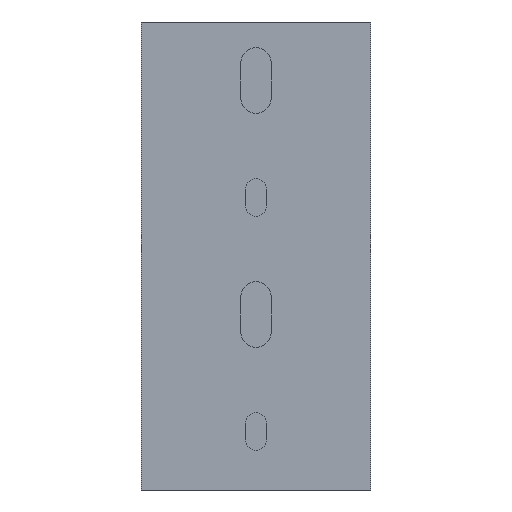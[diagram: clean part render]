
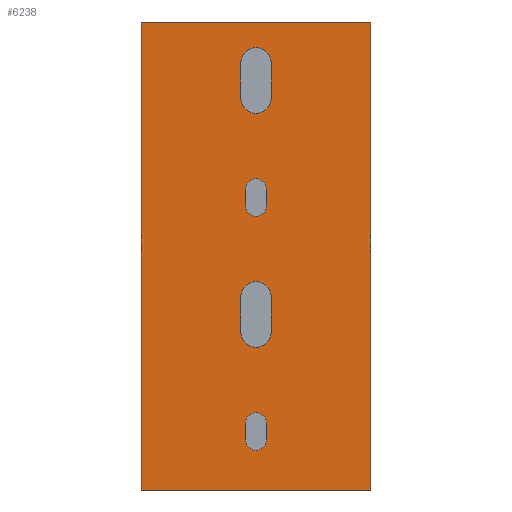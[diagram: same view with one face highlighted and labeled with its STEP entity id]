
A CAD part, front view. The second image highlights one B-rep face of the part: STEP entity #6238.
In plain terms, the highlighted planar face has unit normal (0, -1, 0).
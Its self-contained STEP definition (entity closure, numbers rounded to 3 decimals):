
#306=DIRECTION('',(0.,0.,1.));
#307=VECTOR('',#306,100.);
#308=CARTESIAN_POINT('',(24.5,0.,0.));
#309=LINE('',#308,#307);
#1386=DIRECTION('',(-1.,0.,0.));
#1387=VECTOR('',#1386,49.);
#1388=CARTESIAN_POINT('',(24.5,0.,100.));
#1389=LINE('',#1388,#1387);
#1430=DIRECTION('',(-1.,0.,0.));
#1431=VECTOR('',#1430,49.);
#1432=CARTESIAN_POINT('',(24.5,0.,0.));
#1433=LINE('',#1432,#1431);
#1434=DIRECTION('',(0.,0.,1.));
#1435=VECTOR('',#1434,100.);
#1436=CARTESIAN_POINT('',(-24.5,0.,0.));
#1437=LINE('',#1436,#1435);
#1438=CARTESIAN_POINT('',(0.,0.,91.25));
#1439=DIRECTION('',(0.,1.,0.));
#1440=DIRECTION('',(-1.,0.,0.));
#1441=AXIS2_PLACEMENT_3D('',#1438,#1439,#1440);
#1443=DIRECTION('',(0.,0.,1.));
#1444=VECTOR('',#1443,7.5);
#1445=CARTESIAN_POINT('',(-3.25,0.,83.75));
#1446=LINE('',#1445,#1444);
#1447=CARTESIAN_POINT('',(0.,0.,83.75));
#1448=DIRECTION('',(0.,1.,0.));
#1449=DIRECTION('',(1.,0.,0.));
#1450=AXIS2_PLACEMENT_3D('',#1447,#1448,#1449);
#1452=DIRECTION('',(0.,0.,-1.));
#1453=VECTOR('',#1452,7.5);
#1454=CARTESIAN_POINT('',(3.25,0.,91.25));
#1455=LINE('',#1454,#1453);
#1456=CARTESIAN_POINT('',(0.,0.,64.25));
#1457=DIRECTION('',(0.,1.,0.));
#1458=DIRECTION('',(-1.,0.,0.));
#1459=AXIS2_PLACEMENT_3D('',#1456,#1457,#1458);
#1461=DIRECTION('',(0.,0.,1.));
#1462=VECTOR('',#1461,3.5);
#1463=CARTESIAN_POINT('',(-2.25,0.,60.75));
#1464=LINE('',#1463,#1462);
#1465=CARTESIAN_POINT('',(0.,0.,60.75));
#1466=DIRECTION('',(0.,1.,0.));
#1467=DIRECTION('',(1.,0.,0.));
#1468=AXIS2_PLACEMENT_3D('',#1465,#1466,#1467);
#1470=DIRECTION('',(0.,0.,-1.));
#1471=VECTOR('',#1470,3.5);
#1472=CARTESIAN_POINT('',(2.25,0.,64.25));
#1473=LINE('',#1472,#1471);
#1474=CARTESIAN_POINT('',(0.,0.,41.25));
#1475=DIRECTION('',(0.,1.,0.));
#1476=DIRECTION('',(-1.,0.,0.));
#1477=AXIS2_PLACEMENT_3D('',#1474,#1475,#1476);
#1479=DIRECTION('',(0.,0.,1.));
#1480=VECTOR('',#1479,7.5);
#1481=CARTESIAN_POINT('',(-3.25,0.,33.75));
#1482=LINE('',#1481,#1480);
#1483=CARTESIAN_POINT('',(0.,0.,33.75));
#1484=DIRECTION('',(0.,1.,0.));
#1485=DIRECTION('',(1.,0.,0.));
#1486=AXIS2_PLACEMENT_3D('',#1483,#1484,#1485);
#1488=DIRECTION('',(0.,0.,-1.));
#1489=VECTOR('',#1488,7.5);
#1490=CARTESIAN_POINT('',(3.25,0.,41.25));
#1491=LINE('',#1490,#1489);
#1492=CARTESIAN_POINT('',(0.,0.,14.25));
#1493=DIRECTION('',(0.,1.,0.));
#1494=DIRECTION('',(-1.,0.,0.));
#1495=AXIS2_PLACEMENT_3D('',#1492,#1493,#1494);
#1497=DIRECTION('',(0.,0.,1.));
#1498=VECTOR('',#1497,3.5);
#1499=CARTESIAN_POINT('',(-2.25,0.,10.75));
#1500=LINE('',#1499,#1498);
#1501=CARTESIAN_POINT('',(0.,0.,10.75));
#1502=DIRECTION('',(0.,1.,0.));
#1503=DIRECTION('',(1.,0.,0.));
#1504=AXIS2_PLACEMENT_3D('',#1501,#1502,#1503);
#1506=DIRECTION('',(0.,0.,-1.));
#1507=VECTOR('',#1506,3.5);
#1508=CARTESIAN_POINT('',(2.25,0.,14.25));
#1509=LINE('',#1508,#1507);
#3418=CARTESIAN_POINT('',(-3.25,0.,91.25));
#3419=CARTESIAN_POINT('',(3.25,0.,91.25));
#3420=VERTEX_POINT('',#3418);
#3421=VERTEX_POINT('',#3419);
#3422=CARTESIAN_POINT('',(3.25,0.,83.75));
#3423=VERTEX_POINT('',#3422);
#3424=CARTESIAN_POINT('',(-3.25,0.,83.75));
#3425=VERTEX_POINT('',#3424);
#3426=CARTESIAN_POINT('',(-2.25,0.,64.25));
#3427=CARTESIAN_POINT('',(2.25,0.,64.25));
#3428=VERTEX_POINT('',#3426);
#3429=VERTEX_POINT('',#3427);
#3430=CARTESIAN_POINT('',(2.25,0.,60.75));
#3431=VERTEX_POINT('',#3430);
#3432=CARTESIAN_POINT('',(-2.25,0.,60.75));
#3433=VERTEX_POINT('',#3432);
#3450=CARTESIAN_POINT('',(-3.25,0.,41.25));
#3451=CARTESIAN_POINT('',(3.25,0.,41.25));
#3452=VERTEX_POINT('',#3450);
#3453=VERTEX_POINT('',#3451);
#3454=CARTESIAN_POINT('',(3.25,0.,33.75));
#3455=VERTEX_POINT('',#3454);
#3456=CARTESIAN_POINT('',(-3.25,0.,33.75));
#3457=VERTEX_POINT('',#3456);
#3458=CARTESIAN_POINT('',(-2.25,0.,14.25));
#3459=CARTESIAN_POINT('',(2.25,0.,14.25));
#3460=VERTEX_POINT('',#3458);
#3461=VERTEX_POINT('',#3459);
#3462=CARTESIAN_POINT('',(2.25,0.,10.75));
#3463=VERTEX_POINT('',#3462);
#3464=CARTESIAN_POINT('',(-2.25,0.,10.75));
#3465=VERTEX_POINT('',#3464);
#3878=CARTESIAN_POINT('',(-24.5,0.,0.));
#3879=CARTESIAN_POINT('',(-24.5,0.,100.));
#3880=VERTEX_POINT('',#3878);
#3881=VERTEX_POINT('',#3879);
#3882=CARTESIAN_POINT('',(24.5,0.,0.));
#3883=CARTESIAN_POINT('',(24.5,0.,100.));
#3884=VERTEX_POINT('',#3882);
#3885=VERTEX_POINT('',#3883);
#6187=CARTESIAN_POINT('',(-21.5,0.,0.));
#6188=DIRECTION('',(0.,-1.,0.));
#6189=DIRECTION('',(1.,0.,0.));
#6190=AXIS2_PLACEMENT_3D('',#6187,#6188,#6189);
#6191=PLANE('',#6190);
#6192=ORIENTED_EDGE('',*,*,#6156,.F.);
#6193=ORIENTED_EDGE('',*,*,#4440,.F.);
#6194=ORIENTED_EDGE('',*,*,#4417,.T.);
#6195=ORIENTED_EDGE('',*,*,#5671,.T.);
#6196=EDGE_LOOP('',(#6192,#6193,#6194,#6195));
#6197=FACE_OUTER_BOUND('',#6196,.F.);
#6199=ORIENTED_EDGE('',*,*,#6198,.F.);
#6201=ORIENTED_EDGE('',*,*,#6200,.F.);
#6203=ORIENTED_EDGE('',*,*,#6202,.F.);
#6205=ORIENTED_EDGE('',*,*,#6204,.F.);
#6206=EDGE_LOOP('',(#6199,#6201,#6203,#6205));
#6207=FACE_BOUND('',#6206,.F.);
#6209=ORIENTED_EDGE('',*,*,#6208,.F.);
#6211=ORIENTED_EDGE('',*,*,#6210,.F.);
#6213=ORIENTED_EDGE('',*,*,#6212,.F.);
#6215=ORIENTED_EDGE('',*,*,#6214,.F.);
#6216=EDGE_LOOP('',(#6209,#6211,#6213,#6215));
#6217=FACE_BOUND('',#6216,.F.);
#6219=ORIENTED_EDGE('',*,*,#6218,.F.);
#6221=ORIENTED_EDGE('',*,*,#6220,.F.);
#6223=ORIENTED_EDGE('',*,*,#6222,.F.);
#6225=ORIENTED_EDGE('',*,*,#6224,.F.);
#6226=EDGE_LOOP('',(#6219,#6221,#6223,#6225));
#6227=FACE_BOUND('',#6226,.F.);
#6229=ORIENTED_EDGE('',*,*,#6228,.F.);
#6231=ORIENTED_EDGE('',*,*,#6230,.F.);
#6233=ORIENTED_EDGE('',*,*,#6232,.F.);
#6235=ORIENTED_EDGE('',*,*,#6234,.F.);
#6236=EDGE_LOOP('',(#6229,#6231,#6233,#6235));
#6237=FACE_BOUND('',#6236,.F.);
#1442=CIRCLE('',#1441,3.25);
#1451=CIRCLE('',#1450,3.25);
#1460=CIRCLE('',#1459,2.25);
#1469=CIRCLE('',#1468,2.25);
#1478=CIRCLE('',#1477,3.25);
#1487=CIRCLE('',#1486,3.25);
#1496=CIRCLE('',#1495,2.25);
#1505=CIRCLE('',#1504,2.25);
#4417=EDGE_CURVE('',#3884,#3880,#1433,.T.);
#4440=EDGE_CURVE('',#3884,#3885,#309,.T.);
#5671=EDGE_CURVE('',#3880,#3881,#1437,.T.);
#6156=EDGE_CURVE('',#3885,#3881,#1389,.T.);
#6198=EDGE_CURVE('',#3420,#3421,#1442,.T.);
#6200=EDGE_CURVE('',#3425,#3420,#1446,.T.);
#6202=EDGE_CURVE('',#3423,#3425,#1451,.T.);
#6204=EDGE_CURVE('',#3421,#3423,#1455,.T.);
#6208=EDGE_CURVE('',#3428,#3429,#1460,.T.);
#6210=EDGE_CURVE('',#3433,#3428,#1464,.T.);
#6212=EDGE_CURVE('',#3431,#3433,#1469,.T.);
#6214=EDGE_CURVE('',#3429,#3431,#1473,.T.);
#6218=EDGE_CURVE('',#3452,#3453,#1478,.T.);
#6220=EDGE_CURVE('',#3457,#3452,#1482,.T.);
#6222=EDGE_CURVE('',#3455,#3457,#1487,.T.);
#6224=EDGE_CURVE('',#3453,#3455,#1491,.T.);
#6228=EDGE_CURVE('',#3460,#3461,#1496,.T.);
#6230=EDGE_CURVE('',#3465,#3460,#1500,.T.);
#6232=EDGE_CURVE('',#3463,#3465,#1505,.T.);
#6234=EDGE_CURVE('',#3461,#3463,#1509,.T.);
#6238=ADVANCED_FACE('',(#6197,#6207,#6217,#6227,#6237),#6191,.T.);
